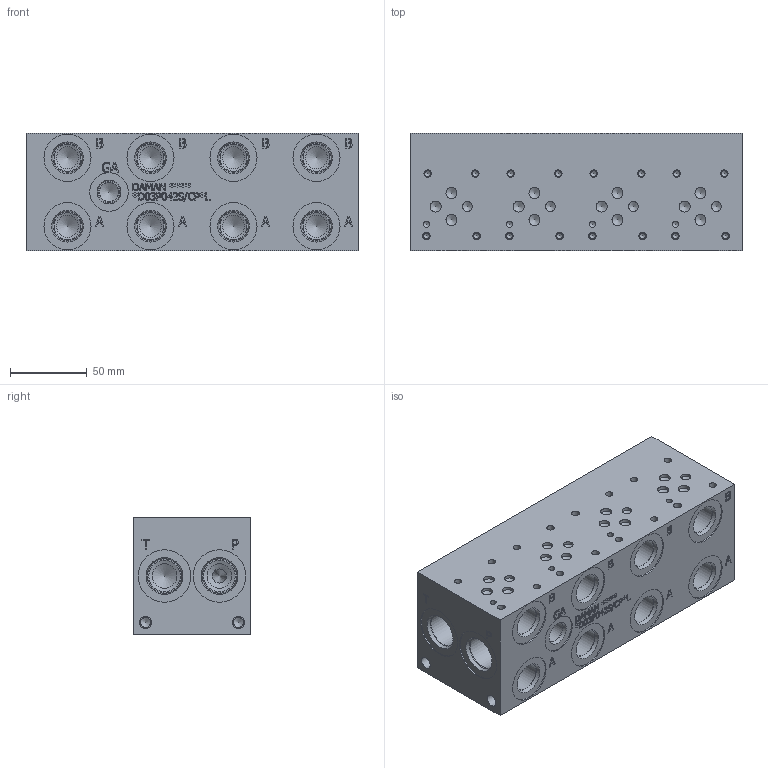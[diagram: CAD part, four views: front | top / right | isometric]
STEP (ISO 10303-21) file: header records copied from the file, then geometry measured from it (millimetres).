
FILE_DESCRIPTION(/* description */ (''),/* implementation_level */ '2;1');
FILE_NAME(/* name */ '_D03P042S_CP_L.stp',/* time_stamp */ '2021-07-13T15:27:52-04:00',/* author */ ('anthonyv'),/* organization */ (''),/* preprocessor_version */ 'ST-DEVELOPER v18.1',/* originating_system */ 'Autodesk Inventor 2021',/* authorisation */ '');
FILE_SCHEMA (('AUTOMOTIVE_DESIGN { 1 0 10303 214 3 1 1 }'));
Length unit declared in the file: millimetre
Products named in the file (1): Part_AD03P042S_CP_L_3D
Bounding box: 215.9 x 76.2 x 76.2 mm (x, y, z)
Volume: 1131842.4 mm3; surface area: 105951.2 mm2
Topology: 1 solids, 1 shells, 916 faces, 2497 edges, 1693 vertices
Faces by surface type: plane 477, bspline 204, cylinder 135, cone 100
Full cylindrical faces by diameter (mm): 3.785 x16, 3.962 x4, 4.826 x16, 6.35 x4, 6.528 x4, 7.137 x12, 7.925 x4, 12.294 x1, 12.9 x1, 14.275 x1, 14.29 x1, 14.3 x8, 14.529 x1, 15.875 x4, 15.9 x1, 17.501 x8, 19.05 x8, 19.253 x8, 20.447 x4, 20.62 x1, 22.225 x3, 22.23 x2, 22.54 x1, 22.555 x4, 23.901 x3, 25.019 x1, 30.16 x1, 30.632 x8, 34.138 x4, 41.275 x1
Entity records: 30522 total; most frequent: CARTESIAN_POINT 7705, ORIENTED_EDGE 4886, DIRECTION 3962, EDGE_CURVE 2443, VERTEX_POINT 1693, LINE 1534, VECTOR 1534, AXIS2_PLACEMENT_3D 1214
